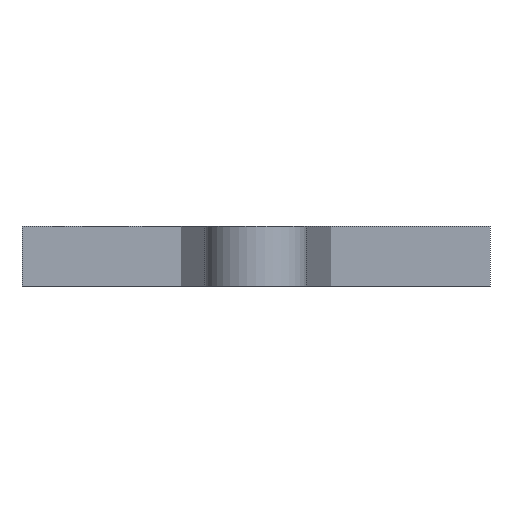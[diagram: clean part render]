
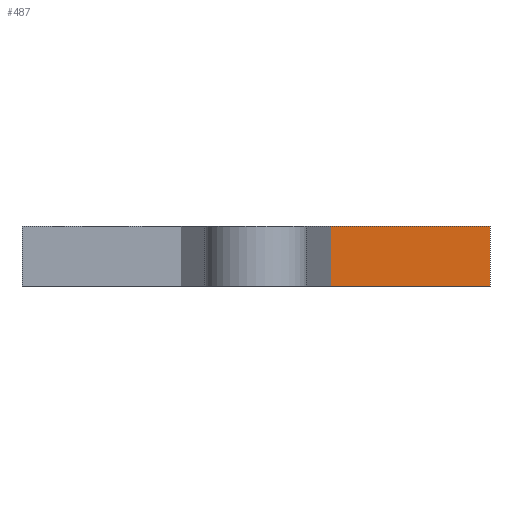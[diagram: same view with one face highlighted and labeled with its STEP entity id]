
A CAD part, front view. The second image highlights one B-rep face of the part: STEP entity #487.
In plain terms, the highlighted planar face has unit normal (0, -1, 0).
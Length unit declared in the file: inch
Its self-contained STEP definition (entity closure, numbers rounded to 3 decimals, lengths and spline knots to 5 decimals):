
#96 = VERTEX_POINT ( 'NONE', #827 ) ;
#161 = CARTESIAN_POINT ( 'NONE',  ( 0.025, 0.187, 0.02 ) ) ;
#162 = VECTOR ( 'NONE', #179, 39.37008 ) ;
#179 = DIRECTION ( 'NONE',  ( 0., 0., -1. ) ) ;
#182 = LINE ( 'NONE', #161, #162 ) ;
#293 = VERTEX_POINT ( 'NONE', #758 ) ;
#337 = EDGE_CURVE ( 'NONE', #338, #345, #694, .T. ) ;
#338 = VERTEX_POINT ( 'NONE', #690 ) ;
#345 = VERTEX_POINT ( 'NONE', #680 ) ;
#375 = EDGE_CURVE ( 'NONE', #293, #96, #627, .T. ) ;
#487 = ADVANCED_FACE ( 'NONE', ( #905 ), #903, .F. ) ;
#488 = EDGE_LOOP ( 'NONE', ( #489, #490, #492, #493 ) ) ;
#489 = ORIENTED_EDGE ( 'NONE', *, *, #337, .T. ) ;
#490 = ORIENTED_EDGE ( 'NONE', *, *, #491, .F. ) ;
#491 = EDGE_CURVE ( 'NONE', #96, #345, #904, .T. ) ;
#492 = ORIENTED_EDGE ( 'NONE', *, *, #375, .F. ) ;
#493 = ORIENTED_EDGE ( 'NONE', *, *, #619, .T. ) ;
#619 = EDGE_CURVE ( 'NONE', #293, #338, #182, .T. ) ;
#624 = DIRECTION ( 'NONE',  ( 1., 0., 0. ) ) ;
#625 = VECTOR ( 'NONE', #624, 39.37008 ) ;
#626 = CARTESIAN_POINT ( 'NONE',  ( 0.025, 0.187, 0.02 ) ) ;
#627 = LINE ( 'NONE', #626, #625 ) ;
#680 = CARTESIAN_POINT ( 'NONE',  ( 0.078, 0.187, 0. ) ) ;
#690 = CARTESIAN_POINT ( 'NONE',  ( 0.025, 0.187, 0. ) ) ;
#691 = DIRECTION ( 'NONE',  ( 1., 0., 0. ) ) ;
#692 = VECTOR ( 'NONE', #691, 39.37008 ) ;
#693 = CARTESIAN_POINT ( 'NONE',  ( 0.025, 0.187, 0. ) ) ;
#694 = LINE ( 'NONE', #693, #692 ) ;
#758 = CARTESIAN_POINT ( 'NONE',  ( 0.025, 0.187, 0.02 ) ) ;
#827 = CARTESIAN_POINT ( 'NONE',  ( 0.078, 0.187, 0.02 ) ) ;
#896 = DIRECTION ( 'NONE',  ( 0., 0., -1. ) ) ;
#897 = VECTOR ( 'NONE', #896, 39.37008 ) ;
#898 = CARTESIAN_POINT ( 'NONE',  ( 0.078, 0.187, 0.02 ) ) ;
#899 = DIRECTION ( 'NONE',  ( 0., 0., 1. ) ) ;
#900 = DIRECTION ( 'NONE',  ( 0., 1., 0. ) ) ;
#901 = CARTESIAN_POINT ( 'NONE',  ( 0.025, 0.187, 0.02 ) ) ;
#902 = AXIS2_PLACEMENT_3D ( 'NONE', #901, #900, #899 ) ;
#903 = PLANE ( 'NONE',  #902 ) ;
#904 = LINE ( 'NONE', #898, #897 ) ;
#905 = FACE_OUTER_BOUND ( 'NONE', #488, .T. ) ;
